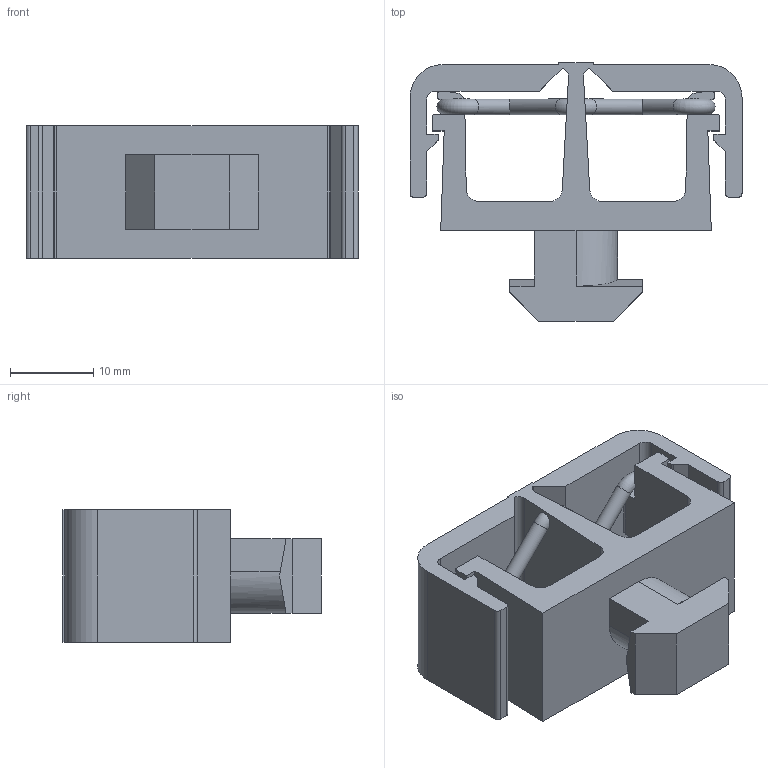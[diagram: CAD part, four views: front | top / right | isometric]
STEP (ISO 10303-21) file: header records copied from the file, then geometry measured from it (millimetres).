
FILE_DESCRIPTION( ( 'STEP AP214' ), '1' );
FILE_NAME( 'K1280.22101.stp', '2020-12-10T11:04:39', ( '' ), ( '' ), ' ', 'PARTsolutions', ' ' );
FILE_SCHEMA( ( 'AUTOMOTIVE_DESIGN { 1 0 10303 214 1 1 1 1 }' ) );
Length unit declared in the file: millimetre
Products named in the file (1): _K1280.22101
Bounding box: 40 x 31.1 x 16 mm (x, y, z)
Volume: 7457.3 mm3; surface area: 6283 mm2
Topology: 1 solids, 1 shells, 113 faces, 348 edges, 228 vertices
Faces by surface type: plane 69, cylinder 36, torus 8
Full cylindrical faces by diameter (mm): 1.9 x8
Entity records: 4724 total; most frequent: CARTESIAN_POINT 774, ORIENTED_EDGE 632, DIRECTION 624, EDGE_CURVE 316, LINE 220, VECTOR 220, VERTEX_POINT 214, AXIS2_PLACEMENT_3D 202
